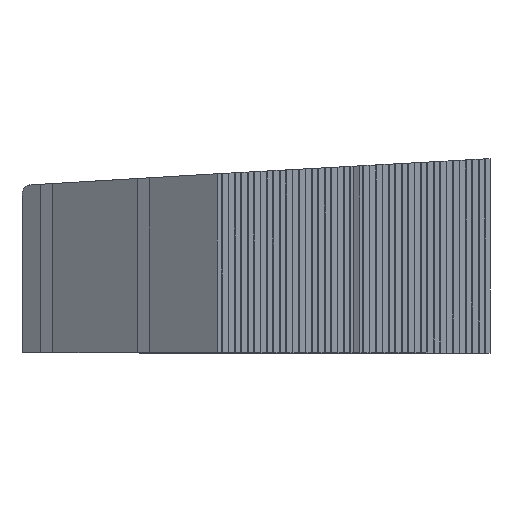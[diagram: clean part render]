
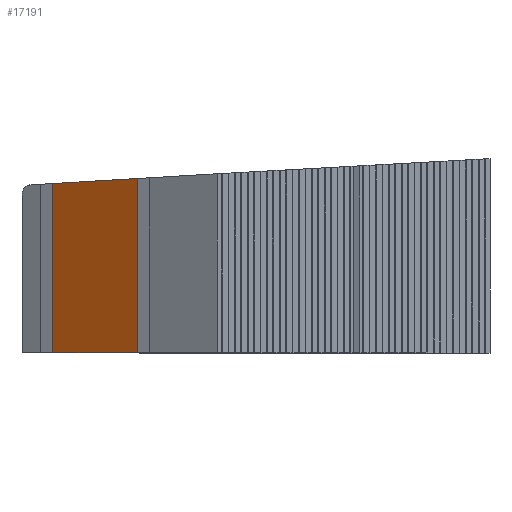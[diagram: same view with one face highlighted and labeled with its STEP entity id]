
A CAD part, top view. The second image highlights one B-rep face of the part: STEP entity #17191.
In plain terms, the highlighted planar face has unit normal (-0.609, 0, 0.793).
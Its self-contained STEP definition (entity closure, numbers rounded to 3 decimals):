
#17014 = VERTEX_POINT('',#17015);
#17015 = CARTESIAN_POINT('',(11056.924,0.,3921.015));
#17024 = PLANE('',#17025);
#17025 = AXIS2_PLACEMENT_3D('',#17026,#17027,#17028);
#17026 = CARTESIAN_POINT('',(10948.006,22.278,
    3853.699));
#17027 = DIRECTION('',(-0.526,0.,0.851)
  );
#17028 = DIRECTION('',(0.851,0.,0.526));
#17035 = PLANE('',#17036);
#17036 = AXIS2_PLACEMENT_3D('',#17037,#17038,#17039);
#17037 = CARTESIAN_POINT('',(0.,0.,-7500.));
#17038 = DIRECTION('',(0.,-1.,-0.));
#17039 = DIRECTION('',(1.,0.,0.));
#17073 = VERTEX_POINT('',#17074);
#17074 = CARTESIAN_POINT('',(11056.924,559.661,
    3921.015));
#17087 = PLANE('',#17088);
#17088 = AXIS2_PLACEMENT_3D('',#17089,#17090,#17091);
#17089 = CARTESIAN_POINT('',(4.895,-84.046,0.));
#17090 = DIRECTION('',(0.058,-0.998,0.));
#17091 = DIRECTION('',(0.,0.,-1.));
#17098 = EDGE_CURVE('',#17014,#17073,#17099,.T.);
#17099 = SURFACE_CURVE('',#17100,(#17104,#17110),.PCURVE_S1.);
#17100 = LINE('',#17101,#17102);
#17101 = CARTESIAN_POINT('',(11056.924,1.04,
    3921.015));
#17102 = VECTOR('',#17103,1.);
#17103 = DIRECTION('',(0.,1.,0.));
#17104 = PCURVE('',#17024,#17105);
#17105 = DEFINITIONAL_REPRESENTATION('',(#17106),#17109);
#17106 = B_SPLINE_CURVE_WITH_KNOTS('',1,(#17107,#17108),.UNSPECIFIED.,
  .F.,.F.,(2,2),(-648.253,702.876),
  .PIECEWISE_BEZIER_KNOTS.);
#17107 = CARTESIAN_POINT('',(128.04,-669.49));
#17108 = CARTESIAN_POINT('',(128.04,681.639));
#17109 = ( GEOMETRIC_REPRESENTATION_CONTEXT(2) 
PARAMETRIC_REPRESENTATION_CONTEXT() REPRESENTATION_CONTEXT('2D SPACE',''
  ) );
#17110 = PCURVE('',#17111,#17116);
#17111 = PLANE('',#17112);
#17112 = AXIS2_PLACEMENT_3D('',#17113,#17114,#17115);
#17113 = CARTESIAN_POINT('',(-6932.039,-20.197,
    -9874.187));
#17114 = DIRECTION('',(0.609,0.,-0.794));
#17115 = DIRECTION('',(0.,-1.,0.));
#17116 = DEFINITIONAL_REPRESENTATION('',(#17117),#17120);
#17117 = B_SPLINE_CURVE_WITH_KNOTS('',1,(#17118,#17119),.UNSPECIFIED.,
  .F.,.F.,(2,2),(-648.253,702.876),
  .PIECEWISE_BEZIER_KNOTS.);
#17118 = CARTESIAN_POINT('',(627.016,-22669.591));
#17119 = CARTESIAN_POINT('',(-724.113,-22669.591));
#17120 = ( GEOMETRIC_REPRESENTATION_CONTEXT(2) 
PARAMETRIC_REPRESENTATION_CONTEXT() REPRESENTATION_CONTEXT('2D SPACE',''
  ) );
#17125 = EDGE_CURVE('',#17126,#17014,#17128,.T.);
#17126 = VERTEX_POINT('',#17127);
#17127 = CARTESIAN_POINT('',(11336.541,0.,4135.445));
#17128 = SURFACE_CURVE('',#17129,(#17133,#17139),.PCURVE_S1.);
#17129 = LINE('',#17130,#17131);
#17130 = CARTESIAN_POINT('',(-4176.297,0.,
    -7760.89));
#17131 = VECTOR('',#17132,1.);
#17132 = DIRECTION('',(-0.794,0.,-0.609));
#17133 = PCURVE('',#17035,#17134);
#17134 = DEFINITIONAL_REPRESENTATION('',(#17135),#17138);
#17135 = B_SPLINE_CURVE_WITH_KNOTS('',1,(#17136,#17137),.UNSPECIFIED.,
  .F.,.F.,(2,2),(-19584.429,-19161.584),
  .PIECEWISE_BEZIER_KNOTS.);
#17136 = CARTESIAN_POINT('',(11364.502,11656.888));
#17137 = CARTESIAN_POINT('',(11028.962,11399.572));
#17138 = ( GEOMETRIC_REPRESENTATION_CONTEXT(2) 
PARAMETRIC_REPRESENTATION_CONTEXT() REPRESENTATION_CONTEXT('2D SPACE',''
  ) );
#17139 = PCURVE('',#17111,#17140);
#17140 = DEFINITIONAL_REPRESENTATION('',(#17141),#17144);
#17141 = B_SPLINE_CURVE_WITH_KNOTS('',1,(#17142,#17143),.UNSPECIFIED.,
  .F.,.F.,(2,2),(-19584.429,-19161.584),
  .PIECEWISE_BEZIER_KNOTS.);
#17142 = CARTESIAN_POINT('',(-20.197,-23057.2));
#17143 = CARTESIAN_POINT('',(-20.197,-22634.354));
#17144 = ( GEOMETRIC_REPRESENTATION_CONTEXT(2) 
PARAMETRIC_REPRESENTATION_CONTEXT() REPRESENTATION_CONTEXT('2D SPACE',''
  ) );
#17181 = PLANE('',#17182);
#17182 = AXIS2_PLACEMENT_3D('',#17183,#17184,#17185);
#17183 = CARTESIAN_POINT('',(10929.395,22.278,
    3883.812));
#17184 = DIRECTION('',(-0.526,0.,0.851)
  );
#17185 = DIRECTION('',(0.851,0.,0.526));
#17191 = ADVANCED_FACE('',(#17192),#17111,.F.);
#17192 = FACE_BOUND('',#17193,.F.);
#17193 = EDGE_LOOP('',(#17194,#17215,#17234,#17235));
#17194 = ORIENTED_EDGE('',*,*,#17195,.F.);
#17195 = EDGE_CURVE('',#17196,#17073,#17198,.T.);
#17196 = VERTEX_POINT('',#17197);
#17197 = CARTESIAN_POINT('',(11336.541,575.947,
    4135.445));
#17198 = SURFACE_CURVE('',#17199,(#17203,#17209),.PCURVE_S1.);
#17199 = LINE('',#17200,#17201);
#17200 = CARTESIAN_POINT('',(-2357.707,-221.651,
    -6366.267));
#17201 = VECTOR('',#17202,1.);
#17202 = DIRECTION('',(-0.793,-0.046,
    -0.608));
#17203 = PCURVE('',#17111,#17204);
#17204 = DEFINITIONAL_REPRESENTATION('',(#17205),#17208);
#17205 = B_SPLINE_CURVE_WITH_KNOTS('',1,(#17206,#17207),.UNSPECIFIED.,
  .F.,.F.,(2,2),(-18108.184,-16598.73),
  .PIECEWISE_BEZIER_KNOTS.);
#17206 = CARTESIAN_POINT('',(-634.572,-23853.423));
#17207 = CARTESIAN_POINT('',(-564.883,-22345.578));
#17208 = ( GEOMETRIC_REPRESENTATION_CONTEXT(2) 
PARAMETRIC_REPRESENTATION_CONTEXT() REPRESENTATION_CONTEXT('2D SPACE',''
  ) );
#17209 = PCURVE('',#17087,#17210);
#17210 = DEFINITIONAL_REPRESENTATION('',(#17211),#17214);
#17211 = B_SPLINE_CURVE_WITH_KNOTS('',1,(#17212,#17213),.UNSPECIFIED.,
  .F.,.F.,(2,2),(-18108.184,-16598.73),
  .PIECEWISE_BEZIER_KNOTS.);
#17212 = CARTESIAN_POINT('',(-4641.416,12011.755));
#17213 = CARTESIAN_POINT('',(-3723.842,10813.209));
#17214 = ( GEOMETRIC_REPRESENTATION_CONTEXT(2) 
PARAMETRIC_REPRESENTATION_CONTEXT() REPRESENTATION_CONTEXT('2D SPACE',''
  ) );
#17215 = ORIENTED_EDGE('',*,*,#17216,.F.);
#17216 = EDGE_CURVE('',#17126,#17196,#17217,.T.);
#17217 = SURFACE_CURVE('',#17218,(#17222,#17228),.PCURVE_S1.);
#17218 = LINE('',#17219,#17220);
#17219 = CARTESIAN_POINT('',(11336.541,1.04,
    4135.445));
#17220 = VECTOR('',#17221,1.);
#17221 = DIRECTION('',(0.,1.,0.));
#17222 = PCURVE('',#17111,#17223);
#17223 = DEFINITIONAL_REPRESENTATION('',(#17224),#17227);
#17224 = B_SPLINE_CURVE_WITH_KNOTS('',1,(#17225,#17226),.UNSPECIFIED.,
  .F.,.F.,(2,2),(-648.253,702.876),
  .PIECEWISE_BEZIER_KNOTS.);
#17225 = CARTESIAN_POINT('',(627.016,-23021.963));
#17226 = CARTESIAN_POINT('',(-724.113,-23021.963));
#17227 = ( GEOMETRIC_REPRESENTATION_CONTEXT(2) 
PARAMETRIC_REPRESENTATION_CONTEXT() REPRESENTATION_CONTEXT('2D SPACE',''
  ) );
#17228 = PCURVE('',#17181,#17229);
#17229 = DEFINITIONAL_REPRESENTATION('',(#17230),#17233);
#17230 = B_SPLINE_CURVE_WITH_KNOTS('',1,(#17231,#17232),.UNSPECIFIED.,
  .F.,.F.,(2,2),(-648.253,702.876),
  .PIECEWISE_BEZIER_KNOTS.);
#17231 = CARTESIAN_POINT('',(478.629,-669.49));
#17232 = CARTESIAN_POINT('',(478.629,681.639));
#17233 = ( GEOMETRIC_REPRESENTATION_CONTEXT(2) 
PARAMETRIC_REPRESENTATION_CONTEXT() REPRESENTATION_CONTEXT('2D SPACE',''
  ) );
#17234 = ORIENTED_EDGE('',*,*,#17125,.T.);
#17235 = ORIENTED_EDGE('',*,*,#17098,.T.);
